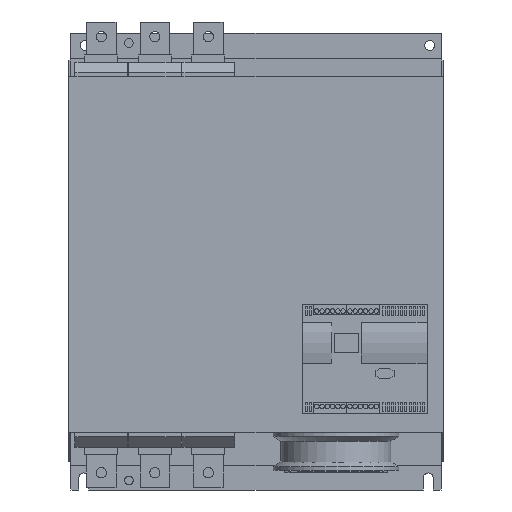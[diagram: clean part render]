
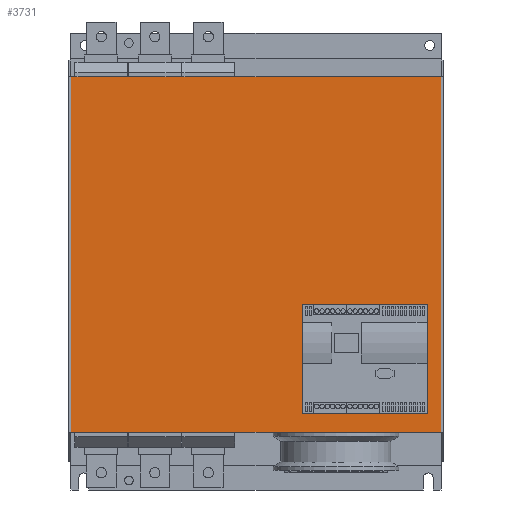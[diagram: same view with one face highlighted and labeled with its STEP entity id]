
A CAD part, front view. The second image highlights one B-rep face of the part: STEP entity #3731.
In plain terms, the highlighted planar face has unit normal (0, -1, 0).
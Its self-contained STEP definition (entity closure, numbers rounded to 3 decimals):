
#3649=EDGE_CURVE('',#6293,#4397,#8804,.T.);
#3731=ADVANCED_FACE('',(#8898,#8899),#8900,.T.);
#4033=VERTEX_POINT('',#9230);
#4397=VERTEX_POINT('',#9641);
#4549=EDGE_CURVE('',#5323,#4867,#9803,.T.);
#4867=VERTEX_POINT('',#10164);
#5323=VERTEX_POINT('',#10679);
#5763=EDGE_CURVE('',#4867,#7299,#11167,.T.);
#6033=EDGE_CURVE('',#7081,#7279,#11493,.T.);
#6293=VERTEX_POINT('',#11792);
#6347=EDGE_CURVE('',#4397,#7081,#11849,.T.);
#6759=EDGE_CURVE('',#4033,#5323,#12298,.T.);
#6763=EDGE_CURVE('',#7279,#6293,#12302,.T.);
#7005=EDGE_CURVE('',#7299,#4033,#12574,.T.);
#7081=VERTEX_POINT('',#12655);
#7279=VERTEX_POINT('',#12880);
#7299=VERTEX_POINT('',#12902);
#8804=LINE('',#14901,#14902);
#8898=FACE_BOUND('',#15024,.T.);
#8899=FACE_OUTER_BOUND('',#15025,.T.);
#8900=PLANE('',#15026);
#9230=CARTESIAN_POINT('',(252.5,-249.0,-59.5));
#9641=CARTESIAN_POINT('',(63.5,-249.0,-518.0));
#9803=LINE('',#16253,#16254);
#10164=CARTESIAN_POINT('',(-252.5,-249.0,-544.5));
#10679=CARTESIAN_POINT('',(252.5,-249.0,-544.5));
#11167=LINE('',#18132,#18133);
#11493=LINE('',#18585,#18586);
#11792=CARTESIAN_POINT('',(233.5,-249.0,-518.0));
#11849=LINE('',#19078,#19079);
#12298=LINE('',#19723,#19724);
#12302=LINE('',#19731,#19732);
#12574=LINE('',#20109,#20110);
#12655=CARTESIAN_POINT('',(63.5,-249.0,-370.0));
#12880=CARTESIAN_POINT('',(233.5,-249.0,-370.0));
#12902=CARTESIAN_POINT('',(-252.5,-249.0,-59.5));
#14901=CARTESIAN_POINT('',(31.75,-249.0,-518.0));
#14902=VECTOR('',#22182,1.0);
#15024=EDGE_LOOP('',(#22297,#22298,#22299,#22300));
#15025=EDGE_LOOP('',(#22301,#22302,#22303,#22304));
#15026=AXIS2_PLACEMENT_3D('',#22305,#22306,#22307);
#16253=CARTESIAN_POINT('',(252.5,-249.0,-544.5));
#16254=VECTOR('',#23244,1.0);
#18132=CARTESIAN_POINT('',(-252.5,-249.0,-544.5));
#18133=VECTOR('',#24703,1.0);
#18585=CARTESIAN_POINT('',(116.75,-249.0,-370.0));
#18586=VECTOR('',#25167,1.0);
#19078=CARTESIAN_POINT('',(63.5,-249.0,-336.0));
#19079=VECTOR('',#25618,1.0);
#19723=CARTESIAN_POINT('',(252.5,-249.0,-59.5));
#19724=VECTOR('',#26083,1.0);
#19731=CARTESIAN_POINT('',(233.5,-249.0,-410.0));
#19732=VECTOR('',#26085,1.0);
#20109=CARTESIAN_POINT('',(-252.5,-249.0,-59.5));
#20110=VECTOR('',#26395,1.0);
#22182=DIRECTION('',(-1.0,0.0,0.0));
#22297=ORIENTED_EDGE('',*,*,#6347,.T.);
#22298=ORIENTED_EDGE('',*,*,#6033,.T.);
#22299=ORIENTED_EDGE('',*,*,#6763,.T.);
#22300=ORIENTED_EDGE('',*,*,#3649,.T.);
#22301=ORIENTED_EDGE('',*,*,#6759,.F.);
#22302=ORIENTED_EDGE('',*,*,#7005,.F.);
#22303=ORIENTED_EDGE('',*,*,#5763,.F.);
#22304=ORIENTED_EDGE('',*,*,#4549,.F.);
#22305=CARTESIAN_POINT('',(0.0,-249.0,-302.0));
#22306=DIRECTION('',(0.0,-1.0,0.0));
#22307=DIRECTION('',(1.0,0.0,0.0));
#23244=DIRECTION('',(-1.0,0.0,0.0));
#24703=DIRECTION('',(0.0,0.0,1.0));
#25167=DIRECTION('',(1.0,0.0,-0.0));
#25618=DIRECTION('',(0.0,0.0,1.0));
#26083=DIRECTION('',(0.0,0.0,-1.0));
#26085=DIRECTION('',(0.0,0.0,-1.0));
#26395=DIRECTION('',(1.0,0.0,0.0));
